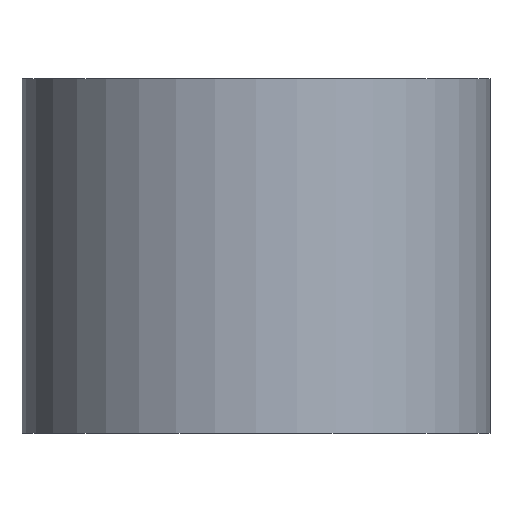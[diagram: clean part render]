
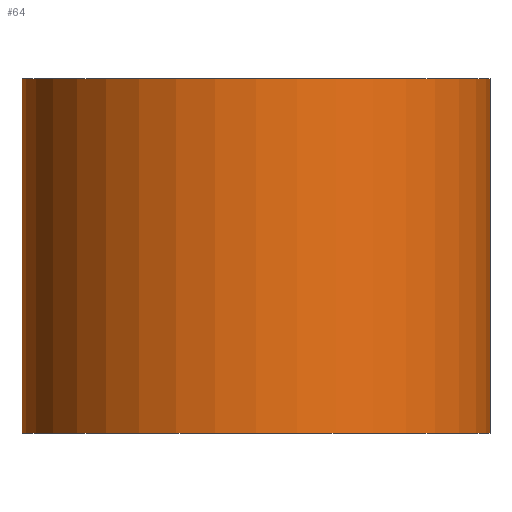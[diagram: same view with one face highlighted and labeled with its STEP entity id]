
A CAD part, front view. The second image highlights one B-rep face of the part: STEP entity #64.
In plain terms, the highlighted cylindrical face has radius 1.65 mm (diameter 3.3 mm), a full revolution.
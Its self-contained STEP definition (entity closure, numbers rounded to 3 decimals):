
#21=FACE_OUTER_BOUND('',#26,.T.);
#26=EDGE_LOOP('',(#53,#54,#55,#56));
#31=LINE('',#124,#33);
#33=VECTOR('',#105,1.65);
#36=CIRCLE('',#86,1.65);
#37=CIRCLE('',#87,1.65);
#40=VERTEX_POINT('',#121);
#41=VERTEX_POINT('',#123);
#45=EDGE_CURVE('',#40,#40,#36,.T.);
#46=EDGE_CURVE('',#40,#41,#31,.T.);
#47=EDGE_CURVE('',#41,#41,#37,.T.);
#53=ORIENTED_EDGE('',*,*,#45,.F.);
#54=ORIENTED_EDGE('',*,*,#46,.T.);
#55=ORIENTED_EDGE('',*,*,#47,.T.);
#56=ORIENTED_EDGE('',*,*,#46,.F.);
#61=CYLINDRICAL_SURFACE('',#85,1.65);
#64=ADVANCED_FACE('',(#21),#61,.T.);
#85=AXIS2_PLACEMENT_3D('',#120,#101,#102);
#86=AXIS2_PLACEMENT_3D('',#122,#103,#104);
#87=AXIS2_PLACEMENT_3D('',#125,#106,#107);
#101=DIRECTION('center_axis',(0.,0.,1.));
#102=DIRECTION('ref_axis',(1.,0.,0.));
#103=DIRECTION('center_axis',(0.,0.,1.));
#104=DIRECTION('ref_axis',(1.,0.,0.));
#105=DIRECTION('',(0.,0.,-1.));
#106=DIRECTION('center_axis',(0.,0.,1.));
#107=DIRECTION('ref_axis',(1.,0.,0.));
#120=CARTESIAN_POINT('Origin',(0.,0.,0.));
#121=CARTESIAN_POINT('',(-1.65,0.,2.5));
#122=CARTESIAN_POINT('Origin',(0.,0.,2.5));
#123=CARTESIAN_POINT('',(-1.65,0.,0.));
#124=CARTESIAN_POINT('',(-1.65,0.,0.));
#125=CARTESIAN_POINT('Origin',(0.,0.,0.));
